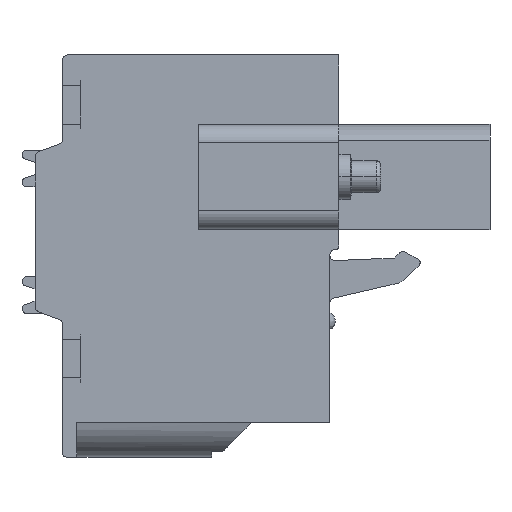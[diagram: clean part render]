
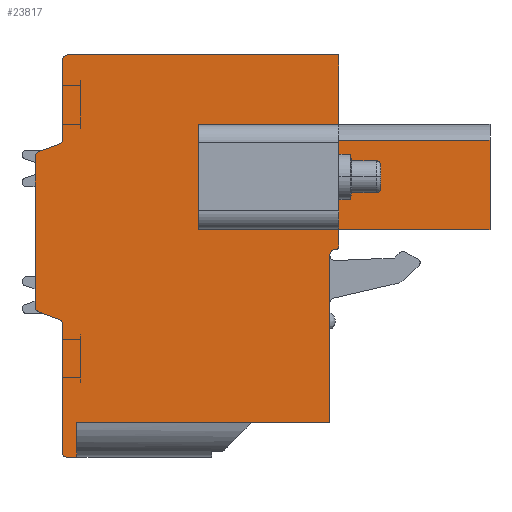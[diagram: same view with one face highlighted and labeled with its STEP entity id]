
A CAD part, front view. The second image highlights one B-rep face of the part: STEP entity #23817.
In plain terms, the highlighted planar face has unit normal (0, -1, 0).
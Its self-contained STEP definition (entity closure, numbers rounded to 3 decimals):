
#435=DIRECTION('',(-1.,0.,0.));
#436=VECTOR('',#435,6.3);
#437=CARTESIAN_POINT('',(2.781,-96.42,1.9));
#438=LINE('',#437,#436);
#439=DIRECTION('',(1.,0.,0.));
#440=VECTOR('',#439,6.3);
#441=CARTESIAN_POINT('',(-3.519,-96.42,7.65));
#442=LINE('',#441,#440);
#443=DIRECTION('',(0.,0.,1.));
#444=VECTOR('',#443,5.75);
#445=CARTESIAN_POINT('',(-3.519,-96.42,1.9));
#446=LINE('',#445,#444);
#447=DIRECTION('',(0.,0.,-1.));
#448=VECTOR('',#447,4.7);
#449=CARTESIAN_POINT('',(4.181,-96.42,11.475));
#450=LINE('',#449,#448);
#451=DIRECTION('',(-1.,0.,0.));
#452=VECTOR('',#451,8.3);
#453=CARTESIAN_POINT('',(12.481,-96.42,6.775));
#454=LINE('',#453,#452);
#455=DIRECTION('',(0.,0.,-1.));
#456=VECTOR('',#455,4.9);
#457=CARTESIAN_POINT('',(12.481,-96.42,6.775));
#458=LINE('',#457,#456);
#459=DIRECTION('',(-1.,0.,0.));
#460=VECTOR('',#459,8.3);
#461=CARTESIAN_POINT('',(12.481,-96.42,1.875));
#462=LINE('',#461,#460);
#463=DIRECTION('',(0.,0.,-1.));
#464=VECTOR('',#463,0.901);
#465=CARTESIAN_POINT('',(4.181,-96.42,1.875));
#466=LINE('',#465,#464);
#467=CARTESIAN_POINT('',(3.981,-96.42,0.974));
#468=DIRECTION('',(0.,1.,0.));
#469=DIRECTION('',(1.,0.,0.));
#470=AXIS2_PLACEMENT_3D('',#467,#468,#469);
#472=CARTESIAN_POINT('',(3.981,-96.42,0.474));
#473=DIRECTION('',(0.,-1.,0.));
#474=DIRECTION('',(0.,0.,1.));
#475=AXIS2_PLACEMENT_3D('',#472,#473,#474);
#477=DIRECTION('',(-1.,0.,0.));
#478=VECTOR('',#477,13.9);
#479=CARTESIAN_POINT('',(3.681,-96.42,-8.725));
#480=LINE('',#479,#478);
#481=DIRECTION('',(0.,0.,-1.));
#482=VECTOR('',#481,1.9);
#483=CARTESIAN_POINT('',(-10.219,-96.42,-8.725));
#484=LINE('',#483,#482);
#485=DIRECTION('',(-1.,0.,0.));
#486=VECTOR('',#485,0.6);
#487=CARTESIAN_POINT('',(-10.219,-96.42,-10.625));
#488=LINE('',#487,#486);
#489=CARTESIAN_POINT('',(-10.819,-96.42,-10.425));
#490=DIRECTION('',(0.,1.,0.));
#491=DIRECTION('',(0.,0.,-1.));
#492=AXIS2_PLACEMENT_3D('',#489,#490,#491);
#494=DIRECTION('',(0.,0.,1.));
#495=VECTOR('',#494,7.095);
#496=CARTESIAN_POINT('',(-11.019,-96.42,-10.425));
#497=LINE('',#496,#495);
#498=CARTESIAN_POINT('',(-11.319,-96.42,-3.33));
#499=DIRECTION('',(0.,-1.,0.));
#500=DIRECTION('',(1.,0.,0.));
#501=AXIS2_PLACEMENT_3D('',#498,#499,#500);
#503=DIRECTION('',(-0.94,0.,0.342));
#504=VECTOR('',#503,1.176);
#505=CARTESIAN_POINT('',(-11.216,-96.42,-3.048));
#506=LINE('',#505,#504);
#507=CARTESIAN_POINT('',(-12.219,-96.42,-2.364));
#508=DIRECTION('',(0.,1.,0.));
#509=DIRECTION('',(-0.342,0.,-0.94));
#510=AXIS2_PLACEMENT_3D('',#507,#508,#509);
#512=DIRECTION('',(0.,0.,1.));
#513=VECTOR('',#512,8.238);
#514=CARTESIAN_POINT('',(-12.519,-96.42,-2.364));
#515=LINE('',#514,#513);
#516=CARTESIAN_POINT('',(-12.219,-96.42,5.874));
#517=DIRECTION('',(0.,1.,0.));
#518=DIRECTION('',(-1.,0.,0.));
#519=AXIS2_PLACEMENT_3D('',#516,#517,#518);
#521=DIRECTION('',(0.94,0.,0.342));
#522=VECTOR('',#521,1.176);
#523=CARTESIAN_POINT('',(-12.321,-96.42,6.156));
#524=LINE('',#523,#522);
#525=CARTESIAN_POINT('',(-11.319,-96.42,6.84));
#526=DIRECTION('',(0.,-1.,0.));
#527=DIRECTION('',(0.342,0.,-0.94));
#528=AXIS2_PLACEMENT_3D('',#525,#526,#527);
#530=DIRECTION('',(0.,0.,1.));
#531=VECTOR('',#530,4.335);
#532=CARTESIAN_POINT('',(-11.019,-96.42,6.84));
#533=LINE('',#532,#531);
#534=CARTESIAN_POINT('',(-10.719,-96.42,11.175));
#535=DIRECTION('',(0.,1.,0.));
#536=DIRECTION('',(-1.,0.,0.));
#537=AXIS2_PLACEMENT_3D('',#534,#535,#536);
#539=DIRECTION('',(1.,0.,0.));
#540=VECTOR('',#539,14.9);
#541=CARTESIAN_POINT('',(-10.719,-96.42,11.475));
#542=LINE('',#541,#540);
#697=DIRECTION('',(0.,0.,1.));
#698=VECTOR('',#697,5.75);
#699=CARTESIAN_POINT('',(2.781,-96.42,1.9));
#700=LINE('',#699,#698);
#4109=DIRECTION('',(0.,0.,1.));
#4110=VECTOR('',#4109,9.199);
#4111=CARTESIAN_POINT('',(3.681,-96.42,-8.725));
#4112=LINE('',#4111,#4110);
#18034=CARTESIAN_POINT('',(-12.519,-96.42,-2.364));
#18035=CARTESIAN_POINT('',(-12.519,-96.42,5.874));
#18036=VERTEX_POINT('',#18034);
#18037=VERTEX_POINT('',#18035);
#18038=CARTESIAN_POINT('',(-12.321,-96.42,6.156));
#18039=VERTEX_POINT('',#18038);
#18040=CARTESIAN_POINT('',(-11.216,-96.42,6.558));
#18041=VERTEX_POINT('',#18040);
#18042=CARTESIAN_POINT('',(-11.019,-96.42,6.84));
#18043=VERTEX_POINT('',#18042);
#18044=CARTESIAN_POINT('',(-11.019,-96.42,11.175));
#18045=VERTEX_POINT('',#18044);
#18046=CARTESIAN_POINT('',(-10.719,-96.42,11.475));
#18047=VERTEX_POINT('',#18046);
#18048=CARTESIAN_POINT('',(4.181,-96.42,11.475));
#18049=VERTEX_POINT('',#18048);
#18050=CARTESIAN_POINT('',(3.681,-96.42,-8.725));
#18051=CARTESIAN_POINT('',(-10.219,-96.42,-8.725));
#18052=VERTEX_POINT('',#18050);
#18053=VERTEX_POINT('',#18051);
#18054=CARTESIAN_POINT('',(-10.219,-96.42,-10.625));
#18055=VERTEX_POINT('',#18054);
#18056=CARTESIAN_POINT('',(-10.819,-96.42,-10.625));
#18057=VERTEX_POINT('',#18056);
#18058=CARTESIAN_POINT('',(-11.019,-96.42,-10.425));
#18059=VERTEX_POINT('',#18058);
#18060=CARTESIAN_POINT('',(-11.019,-96.42,-3.33));
#18061=VERTEX_POINT('',#18060);
#18062=CARTESIAN_POINT('',(-11.216,-96.42,-3.048));
#18063=VERTEX_POINT('',#18062);
#18064=CARTESIAN_POINT('',(-12.321,-96.42,-2.646));
#18065=VERTEX_POINT('',#18064);
#18076=CARTESIAN_POINT('',(4.181,-96.42,0.974));
#18077=CARTESIAN_POINT('',(3.981,-96.42,0.774));
#18078=VERTEX_POINT('',#18076);
#18079=VERTEX_POINT('',#18077);
#18080=CARTESIAN_POINT('',(4.181,-96.42,1.875));
#18081=VERTEX_POINT('',#18080);
#18082=CARTESIAN_POINT('',(3.681,-96.42,0.474));
#18083=VERTEX_POINT('',#18082);
#18084=CARTESIAN_POINT('',(12.481,-96.42,1.875));
#18085=VERTEX_POINT('',#18084);
#19308=CARTESIAN_POINT('',(12.481,-96.42,6.775));
#19309=VERTEX_POINT('',#19308);
#23190=CARTESIAN_POINT('',(-3.519,-96.42,1.9));
#23191=CARTESIAN_POINT('',(-3.519,-96.42,7.65));
#23192=VERTEX_POINT('',#23190);
#23193=VERTEX_POINT('',#23191);
#23212=CARTESIAN_POINT('',(2.781,-96.42,1.9));
#23213=CARTESIAN_POINT('',(2.781,-96.42,7.65));
#23214=VERTEX_POINT('',#23212);
#23215=VERTEX_POINT('',#23213);
#23228=CARTESIAN_POINT('',(4.181,-96.42,6.775));
#23229=VERTEX_POINT('',#23228);
#23755=CARTESIAN_POINT('',(0.,-96.42,0.));
#23756=DIRECTION('',(0.,1.,0.));
#23757=DIRECTION('',(1.,0.,0.));
#23758=AXIS2_PLACEMENT_3D('',#23755,#23756,#23757);
#23759=PLANE('',#23758);
#23760=ORIENTED_EDGE('',*,*,#23495,.T.);
#23762=ORIENTED_EDGE('',*,*,#23761,.F.);
#23764=ORIENTED_EDGE('',*,*,#23763,.T.);
#23766=ORIENTED_EDGE('',*,*,#23765,.T.);
#23768=ORIENTED_EDGE('',*,*,#23767,.T.);
#23770=ORIENTED_EDGE('',*,*,#23769,.T.);
#23772=ORIENTED_EDGE('',*,*,#23771,.T.);
#23774=ORIENTED_EDGE('',*,*,#23773,.F.);
#23776=ORIENTED_EDGE('',*,*,#23775,.T.);
#23778=ORIENTED_EDGE('',*,*,#23777,.T.);
#23780=ORIENTED_EDGE('',*,*,#23779,.T.);
#23782=ORIENTED_EDGE('',*,*,#23781,.T.);
#23784=ORIENTED_EDGE('',*,*,#23783,.T.);
#23786=ORIENTED_EDGE('',*,*,#23785,.T.);
#23788=ORIENTED_EDGE('',*,*,#23787,.T.);
#23790=ORIENTED_EDGE('',*,*,#23789,.T.);
#23792=ORIENTED_EDGE('',*,*,#23791,.T.);
#23794=ORIENTED_EDGE('',*,*,#23793,.T.);
#23796=ORIENTED_EDGE('',*,*,#23795,.T.);
#23798=ORIENTED_EDGE('',*,*,#23797,.T.);
#23800=ORIENTED_EDGE('',*,*,#23799,.T.);
#23802=ORIENTED_EDGE('',*,*,#23801,.T.);
#23804=ORIENTED_EDGE('',*,*,#23803,.T.);
#23805=EDGE_LOOP('',(#23760,#23762,#23764,#23766,#23768,#23770,#23772,#23774,
#23776,#23778,#23780,#23782,#23784,#23786,#23788,#23790,#23792,#23794,#23796,
#23798,#23800,#23802,#23804));
#23806=FACE_OUTER_BOUND('',#23805,.F.);
#23808=ORIENTED_EDGE('',*,*,#23807,.F.);
#23810=ORIENTED_EDGE('',*,*,#23809,.T.);
#23812=ORIENTED_EDGE('',*,*,#23811,.F.);
#23814=ORIENTED_EDGE('',*,*,#23813,.F.);
#23815=EDGE_LOOP('',(#23808,#23810,#23812,#23814));
#23816=FACE_BOUND('',#23815,.F.);
#23817=ADVANCED_FACE('',(#23806,#23816),#23759,.F.);
#471=CIRCLE('',#470,0.2);
#476=CIRCLE('',#475,0.3);
#493=CIRCLE('',#492,0.2);
#502=CIRCLE('',#501,0.3);
#511=CIRCLE('',#510,0.3);
#520=CIRCLE('',#519,0.3);
#529=CIRCLE('',#528,0.3);
#538=CIRCLE('',#537,0.3);
#23495=EDGE_CURVE('',#18049,#23229,#450,.T.);
#23761=EDGE_CURVE('',#19309,#23229,#454,.T.);
#23763=EDGE_CURVE('',#19309,#18085,#458,.T.);
#23765=EDGE_CURVE('',#18085,#18081,#462,.T.);
#23767=EDGE_CURVE('',#18081,#18078,#466,.T.);
#23769=EDGE_CURVE('',#18078,#18079,#471,.T.);
#23771=EDGE_CURVE('',#18079,#18083,#476,.T.);
#23773=EDGE_CURVE('',#18052,#18083,#4112,.T.);
#23775=EDGE_CURVE('',#18052,#18053,#480,.T.);
#23777=EDGE_CURVE('',#18053,#18055,#484,.T.);
#23779=EDGE_CURVE('',#18055,#18057,#488,.T.);
#23781=EDGE_CURVE('',#18057,#18059,#493,.T.);
#23783=EDGE_CURVE('',#18059,#18061,#497,.T.);
#23785=EDGE_CURVE('',#18061,#18063,#502,.T.);
#23787=EDGE_CURVE('',#18063,#18065,#506,.T.);
#23789=EDGE_CURVE('',#18065,#18036,#511,.T.);
#23791=EDGE_CURVE('',#18036,#18037,#515,.T.);
#23793=EDGE_CURVE('',#18037,#18039,#520,.T.);
#23795=EDGE_CURVE('',#18039,#18041,#524,.T.);
#23797=EDGE_CURVE('',#18041,#18043,#529,.T.);
#23799=EDGE_CURVE('',#18043,#18045,#533,.T.);
#23801=EDGE_CURVE('',#18045,#18047,#538,.T.);
#23803=EDGE_CURVE('',#18047,#18049,#542,.T.);
#23807=EDGE_CURVE('',#23214,#23192,#438,.T.);
#23809=EDGE_CURVE('',#23214,#23215,#700,.T.);
#23811=EDGE_CURVE('',#23193,#23215,#442,.T.);
#23813=EDGE_CURVE('',#23192,#23193,#446,.T.);
